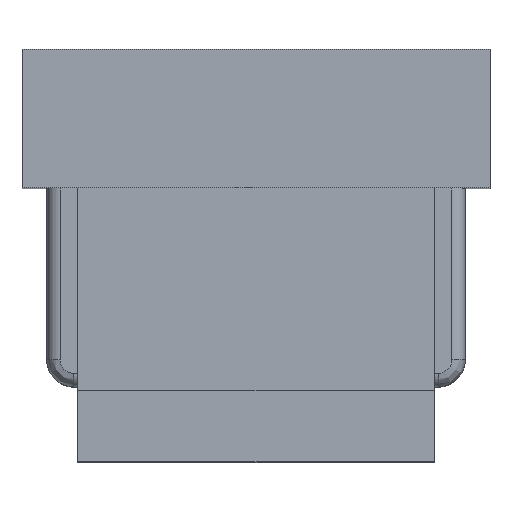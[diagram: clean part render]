
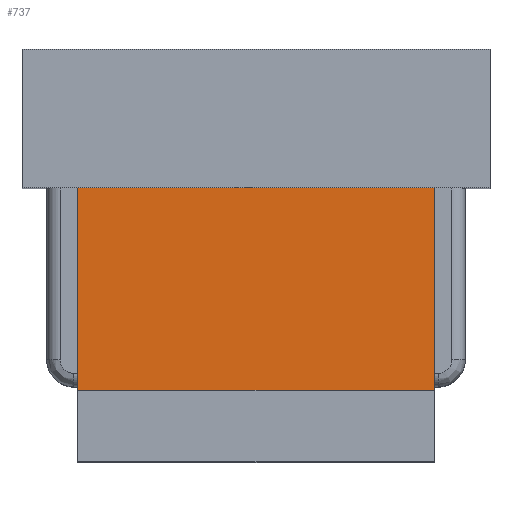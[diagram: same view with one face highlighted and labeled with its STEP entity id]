
A CAD part, top view. The second image highlights one B-rep face of the part: STEP entity #737.
In plain terms, the highlighted planar face has unit normal (0, 0, 1).
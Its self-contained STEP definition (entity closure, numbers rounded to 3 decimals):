
#147 = DIRECTION ( 'NONE',  ( 0., -1., 0. ) ) ;
#149 = CARTESIAN_POINT ( 'NONE',  ( -0.657, 1., 1.009 ) ) ;
#308 = AXIS2_PLACEMENT_3D ( 'NONE', #1819, #1820, #1805 ) ;
#327 = EDGE_CURVE ( 'NONE', #1062, #1201, #1323, .T. ) ;
#332 = EDGE_CURVE ( 'NONE', #1012, #1201, #1326, .T. ) ;
#340 = EDGE_CURVE ( 'NONE', #1034, #1062, #1332, .T. ) ;
#363 = EDGE_CURVE ( 'NONE', #1034, #1012, #1355, .T. ) ;
#597 = CARTESIAN_POINT ( 'NONE',  ( -0.657, 0.254, 1.009 ) ) ;
#606 = DIRECTION ( 'NONE',  ( -1., 0., 0. ) ) ;
#620 = CARTESIAN_POINT ( 'NONE',  ( 0.658, 1., 1.009 ) ) ;
#651 = DIRECTION ( 'NONE',  ( -1., 0., 0. ) ) ;
#652 = CARTESIAN_POINT ( 'NONE',  ( -0.863, 1., 1.009 ) ) ;
#663 = DIRECTION ( 'NONE',  ( 0., -1., 0. ) ) ;
#737 = ADVANCED_FACE ( 'NONE', ( #907 ), #1818, .F. ) ;
#907 = FACE_OUTER_BOUND ( 'NONE', #1315, .T. ) ;
#1008 = ORIENTED_EDGE ( 'NONE', *, *, #363, .F. ) ;
#1012 = VERTEX_POINT ( 'NONE', #1821 ) ;
#1034 = VERTEX_POINT ( 'NONE', #1826 ) ;
#1062 = VERTEX_POINT ( 'NONE', #1833 ) ;
#1063 = ORIENTED_EDGE ( 'NONE', *, *, #340, .T. ) ;
#1065 = ORIENTED_EDGE ( 'NONE', *, *, #327, .T. ) ;
#1201 = VERTEX_POINT ( 'NONE', #1852 ) ;
#1229 = ORIENTED_EDGE ( 'NONE', *, *, #332, .F. ) ;
#1315 = EDGE_LOOP ( 'NONE', ( #1008, #1063, #1065, #1229 ) ) ;
#1323 = LINE ( 'NONE', #149, #1703 ) ;
#1326 = LINE ( 'NONE', #597, #1709 ) ;
#1332 = LINE ( 'NONE', #652, #1754 ) ;
#1355 = LINE ( 'NONE', #620, #1780 ) ;
#1703 = VECTOR ( 'NONE', #147, 1000. ) ;
#1709 = VECTOR ( 'NONE', #606, 1000. ) ;
#1754 = VECTOR ( 'NONE', #651, 1000. ) ;
#1780 = VECTOR ( 'NONE', #663, 1000. ) ;
#1805 = DIRECTION ( 'NONE',  ( -1., 0., 0. ) ) ;
#1818 = PLANE ( 'NONE',  #308 ) ;
#1819 = CARTESIAN_POINT ( 'NONE',  ( -0.657, 1., 1.009 ) ) ;
#1820 = DIRECTION ( 'NONE',  ( 0., 0., -1. ) ) ;
#1821 = CARTESIAN_POINT ( 'NONE',  ( 0.658, 0.254, 1.009 ) ) ;
#1826 = CARTESIAN_POINT ( 'NONE',  ( 0.658, 1., 1.009 ) ) ;
#1833 = CARTESIAN_POINT ( 'NONE',  ( -0.657, 1., 1.009 ) ) ;
#1852 = CARTESIAN_POINT ( 'NONE',  ( -0.657, 0.254, 1.009 ) ) ;
